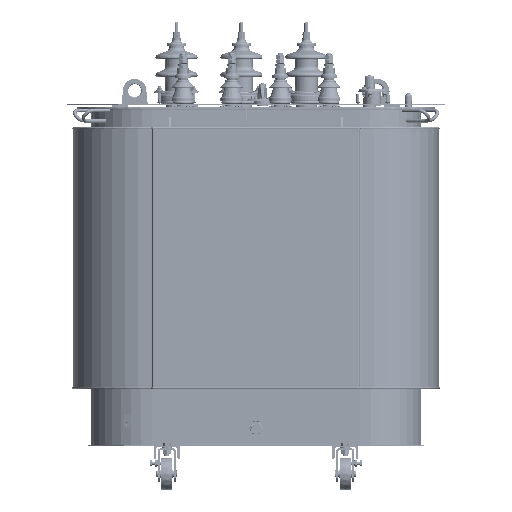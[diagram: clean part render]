
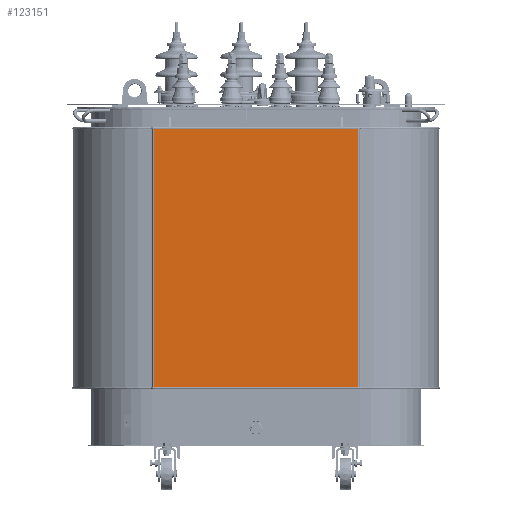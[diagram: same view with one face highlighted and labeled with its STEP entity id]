
A CAD part, front view. The second image highlights one B-rep face of the part: STEP entity #123151.
In plain terms, the highlighted planar face has unit normal (0, 1, 0).
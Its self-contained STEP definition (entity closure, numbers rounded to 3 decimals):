
#9360=PLANE('',#134820);
#15563=LINE('',#254848,#21785);
#15564=LINE('',#254852,#21786);
#15565=LINE('',#254854,#21787);
#15566=LINE('',#254855,#21788);
#21785=VECTOR('',#164252,80.);
#21786=VECTOR('',#164257,63.02);
#21787=VECTOR('',#164258,80.);
#21788=VECTOR('',#164259,63.02);
#33116=FACE_OUTER_BOUND('',#42457,.T.);
#42457=EDGE_LOOP('',(#107794,#107795,#107796,#107797));
#58709=VERTEX_POINT('',#254845);
#58710=VERTEX_POINT('',#254847);
#58711=VERTEX_POINT('',#254851);
#58712=VERTEX_POINT('',#254853);
#75020=EDGE_CURVE('',#58709,#58710,#15563,.T.);
#75022=EDGE_CURVE('',#58709,#58711,#15564,.T.);
#75023=EDGE_CURVE('',#58711,#58712,#15565,.T.);
#75024=EDGE_CURVE('',#58712,#58710,#15566,.T.);
#107794=ORIENTED_EDGE('',*,*,#75022,.T.);
#107795=ORIENTED_EDGE('',*,*,#75023,.T.);
#107796=ORIENTED_EDGE('',*,*,#75024,.T.);
#107797=ORIENTED_EDGE('',*,*,#75020,.F.);
#123151=ADVANCED_FACE('',(#33116),#9360,.F.);
#134820=AXIS2_PLACEMENT_3D('',#254850,#164255,#164256);
#164252=DIRECTION('',(0.,0.,-1.));
#164255=DIRECTION('center_axis',(0.,-1.,0.));
#164256=DIRECTION('ref_axis',(-1.,0.,0.));
#164257=DIRECTION('',(1.,0.,0.));
#164258=DIRECTION('',(0.,0.,-1.));
#164259=DIRECTION('',(-1.,0.,0.));
#254845=CARTESIAN_POINT('',(-31.51,-37.8,97.89));
#254847=CARTESIAN_POINT('',(-31.51,-37.8,17.89));
#254848=CARTESIAN_POINT('',(-31.51,-37.8,97.89));
#254850=CARTESIAN_POINT('Origin',(31.51,-37.8,97.89));
#254851=CARTESIAN_POINT('',(31.51,-37.8,97.89));
#254852=CARTESIAN_POINT('',(-31.51,-37.8,97.89));
#254853=CARTESIAN_POINT('',(31.51,-37.8,17.89));
#254854=CARTESIAN_POINT('',(31.51,-37.8,97.89));
#254855=CARTESIAN_POINT('',(-31.51,-37.8,17.89));
